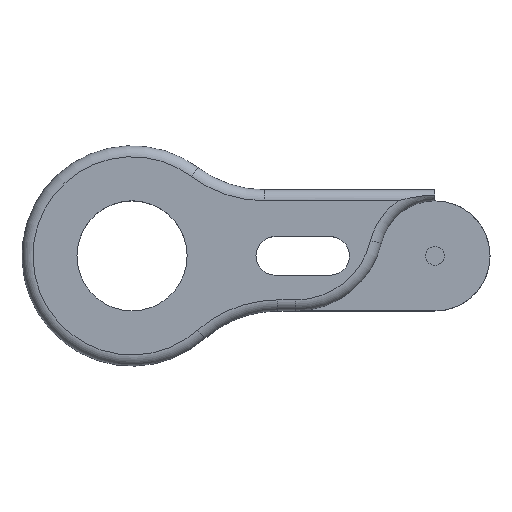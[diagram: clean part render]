
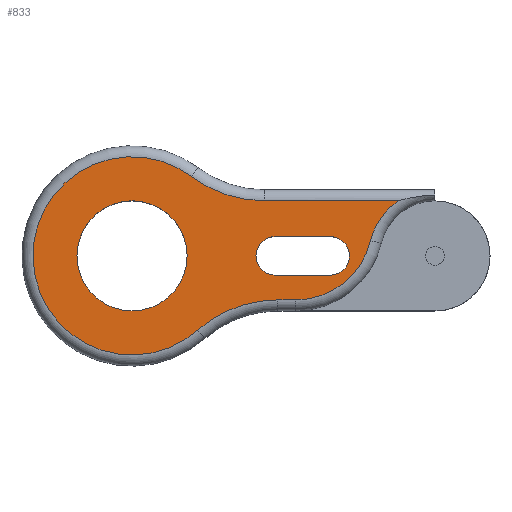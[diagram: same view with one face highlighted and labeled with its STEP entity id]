
A CAD part, top view. The second image highlights one B-rep face of the part: STEP entity #833.
In plain terms, the highlighted planar face has unit normal (0, 0, 1).
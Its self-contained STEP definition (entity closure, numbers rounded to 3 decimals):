
#19=FACE_BOUND('',#243,.T.);
#20=FACE_BOUND('',#244,.T.);
#31=PLANE('',#941);
#60=LINE('',#1384,#111);
#61=LINE('',#1407,#112);
#78=LINE('',#1450,#129);
#79=LINE('',#1454,#130);
#111=VECTOR('',#1094,10.);
#112=VECTOR('',#1123,10.);
#129=VECTOR('',#1162,10.);
#130=VECTOR('',#1165,10.);
#190=FACE_OUTER_BOUND('',#242,.T.);
#242=EDGE_LOOP('',(#676,#677,#678,#679,#680,#681,#682));
#243=EDGE_LOOP('',(#683,#684,#685,#686));
#244=EDGE_LOOP('',(#687));
#302=CIRCLE('',#912,6.);
#307=CIRCLE('',#919,11.);
#310=CIRCLE('',#923,9.);
#313=CIRCLE('',#927,11.);
#316=CIRCLE('',#932,7.);
#321=CIRCLE('',#942,1.75);
#322=CIRCLE('',#943,1.75);
#323=CIRCLE('',#944,5.);
#383=VERTEX_POINT('',#1367);
#384=VERTEX_POINT('',#1376);
#386=VERTEX_POINT('',#1382);
#388=VERTEX_POINT('',#1387);
#390=VERTEX_POINT('',#1393);
#392=VERTEX_POINT('',#1399);
#394=VERTEX_POINT('',#1405);
#408=VERTEX_POINT('',#1448);
#409=VERTEX_POINT('',#1449);
#410=VERTEX_POINT('',#1451);
#411=VERTEX_POINT('',#1453);
#412=VERTEX_POINT('',#1456);
#473=EDGE_CURVE('',#383,#384,#302,.T.);
#477=EDGE_CURVE('',#386,#383,#60,.T.);
#479=EDGE_CURVE('',#388,#386,#307,.T.);
#482=EDGE_CURVE('',#390,#388,#310,.T.);
#485=EDGE_CURVE('',#392,#390,#313,.T.);
#488=EDGE_CURVE('',#394,#392,#61,.T.);
#490=EDGE_CURVE('',#384,#394,#316,.T.);
#510=EDGE_CURVE('',#408,#409,#78,.T.);
#511=EDGE_CURVE('',#409,#410,#321,.T.);
#512=EDGE_CURVE('',#410,#411,#79,.T.);
#513=EDGE_CURVE('',#411,#408,#322,.T.);
#514=EDGE_CURVE('',#412,#412,#323,.T.);
#676=ORIENTED_EDGE('',*,*,#473,.F.);
#677=ORIENTED_EDGE('',*,*,#477,.F.);
#678=ORIENTED_EDGE('',*,*,#479,.F.);
#679=ORIENTED_EDGE('',*,*,#482,.F.);
#680=ORIENTED_EDGE('',*,*,#485,.F.);
#681=ORIENTED_EDGE('',*,*,#488,.F.);
#682=ORIENTED_EDGE('',*,*,#490,.F.);
#683=ORIENTED_EDGE('',*,*,#510,.T.);
#684=ORIENTED_EDGE('',*,*,#511,.T.);
#685=ORIENTED_EDGE('',*,*,#512,.T.);
#686=ORIENTED_EDGE('',*,*,#513,.T.);
#687=ORIENTED_EDGE('',*,*,#514,.T.);
#833=ADVANCED_FACE('',(#190,#19,#20),#31,.T.);
#912=AXIS2_PLACEMENT_3D('',#1377,#1084,#1085);
#919=AXIS2_PLACEMENT_3D('',#1389,#1099,#1100);
#923=AXIS2_PLACEMENT_3D('',#1395,#1107,#1108);
#927=AXIS2_PLACEMENT_3D('',#1401,#1115,#1116);
#932=AXIS2_PLACEMENT_3D('',#1410,#1127,#1128);
#941=AXIS2_PLACEMENT_3D('',#1447,#1160,#1161);
#942=AXIS2_PLACEMENT_3D('',#1452,#1163,#1164);
#943=AXIS2_PLACEMENT_3D('',#1455,#1166,#1167);
#944=AXIS2_PLACEMENT_3D('',#1457,#1168,#1169);
#1084=DIRECTION('center_axis',(0.,0.,1.));
#1085=DIRECTION('ref_axis',(-0.62,0.784,0.));
#1094=DIRECTION('',(1.,0.,0.));
#1099=DIRECTION('center_axis',(0.,0.,1.));
#1100=DIRECTION('ref_axis',(-0.316,-0.949,0.));
#1107=DIRECTION('center_axis',(0.,0.,-1.));
#1108=DIRECTION('ref_axis',(-0.999,-0.04,0.));
#1115=DIRECTION('center_axis',(0.,0.,1.));
#1116=DIRECTION('ref_axis',(-0.354,0.935,0.));
#1123=DIRECTION('',(-1.,0.,0.));
#1127=DIRECTION('center_axis',(0.,0.,-1.));
#1128=DIRECTION('ref_axis',(0.62,-0.784,0.));
#1160=DIRECTION('center_axis',(0.,0.,1.));
#1161=DIRECTION('ref_axis',(1.,0.,0.));
#1162=DIRECTION('',(1.,0.,0.));
#1163=DIRECTION('center_axis',(0.,0.,-1.));
#1164=DIRECTION('ref_axis',(0.,-1.,0.));
#1165=DIRECTION('',(-1.,0.,0.));
#1166=DIRECTION('center_axis',(0.,0.,-1.));
#1167=DIRECTION('ref_axis',(0.,1.,0.));
#1168=DIRECTION('center_axis',(0.,0.,-1.));
#1169=DIRECTION('ref_axis',(1.,0.,0.));
#1367=CARTESIAN_POINT('',(6.683,5.,10.));
#1376=CARTESIAN_POINT('',(4.162,1.385,10.));
#1377=CARTESIAN_POINT('Origin',(10.,0.,10.));
#1382=CARTESIAN_POINT('',(-5.5,5.,10.));
#1384=CARTESIAN_POINT('',(1.875,5.,10.));
#1387=CARTESIAN_POINT('',(-12.1,7.2,10.));
#1389=CARTESIAN_POINT('Origin',(-5.5,16.,10.));
#1393=CARTESIAN_POINT('',(-11.547,-6.75,10.));
#1395=CARTESIAN_POINT('Origin',(-17.5,0.,
10.));
#1399=CARTESIAN_POINT('',(-4.271,-4.,10.));
#1401=CARTESIAN_POINT('Origin',(-4.271,-15.,10.));
#1405=CARTESIAN_POINT('',(-2.649,-4.,10.));
#1407=CARTESIAN_POINT('',(-7.545,-4.,10.));
#1410=CARTESIAN_POINT('Origin',(-2.649,3.,10.));
#1447=CARTESIAN_POINT('Origin',(-6.25,0.,10.));
#1448=CARTESIAN_POINT('',(-4.5,1.75,10.));
#1449=CARTESIAN_POINT('',(0.5,1.75,10.));
#1450=CARTESIAN_POINT('',(-2.875,1.75,10.));
#1451=CARTESIAN_POINT('',(0.5,-1.75,10.));
#1452=CARTESIAN_POINT('Origin',(0.5,0.,
10.));
#1453=CARTESIAN_POINT('',(-4.5,-1.75,10.));
#1454=CARTESIAN_POINT('',(-5.375,-1.75,10.));
#1455=CARTESIAN_POINT('Origin',(-4.5,0.,
10.));
#1456=CARTESIAN_POINT('',(-22.5,0.,10.));
#1457=CARTESIAN_POINT('Origin',(-17.5,0.,
10.));
